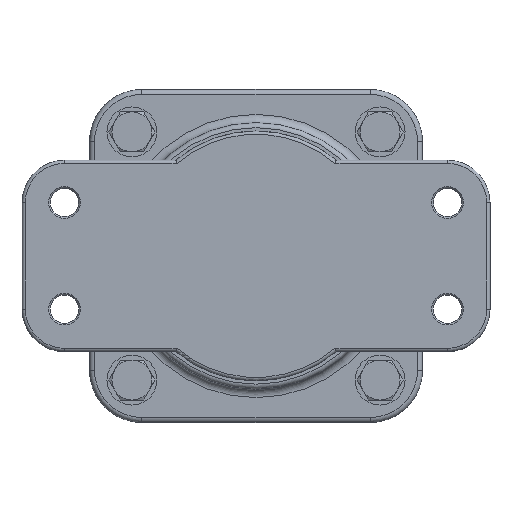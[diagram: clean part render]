
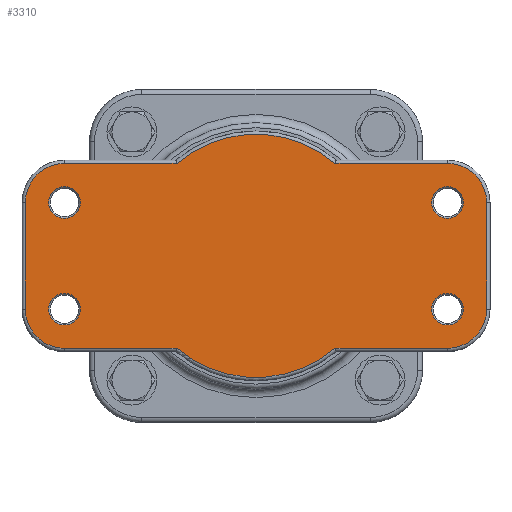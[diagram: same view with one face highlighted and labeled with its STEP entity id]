
A CAD part, top view. The second image highlights one B-rep face of the part: STEP entity #3310.
In plain terms, the highlighted planar face has unit normal (0, 0, 1).
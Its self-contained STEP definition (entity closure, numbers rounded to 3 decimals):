
#176=FACE_BOUND('',#658,.T.);
#177=FACE_BOUND('',#659,.T.);
#178=FACE_BOUND('',#660,.T.);
#179=FACE_BOUND('',#661,.T.);
#238=PLANE('',#3718);
#417=FACE_OUTER_BOUND('',#657,.T.);
#657=EDGE_LOOP('',(#2592,#2593,#2594,#2595,#2596,#2597,#2598,#2599,#2600,
#2601,#2602,#2603));
#658=EDGE_LOOP('',(#2604));
#659=EDGE_LOOP('',(#2605));
#660=EDGE_LOOP('',(#2606));
#661=EDGE_LOOP('',(#2607));
#831=LINE('',#5394,#1006);
#833=LINE('',#5421,#1008);
#835=LINE('',#5452,#1010);
#836=LINE('',#5474,#1011);
#837=LINE('',#5481,#1012);
#839=LINE('',#5501,#1014);
#1006=VECTOR('',#4379,10.);
#1008=VECTOR('',#4393,10.);
#1010=VECTOR('',#4413,10.);
#1011=VECTOR('',#4424,10.);
#1012=VECTOR('',#4435,10.);
#1014=VECTOR('',#4443,10.);
#1201=CIRCLE('',#3636,23.5);
#1205=CIRCLE('',#3642,23.5);
#1209=CIRCLE('',#3647,73.);
#1211=CIRCLE('',#3651,23.5);
#1214=CIRCLE('',#3656,23.5);
#1216=CIRCLE('',#3660,73.);
#1234=CIRCLE('',#3698,9.5);
#1238=CIRCLE('',#3705,9.5);
#1242=CIRCLE('',#3712,9.5);
#1246=CIRCLE('',#3719,9.5);
#1438=VERTEX_POINT('',#5392);
#1439=VERTEX_POINT('',#5393);
#1442=VERTEX_POINT('',#5414);
#1444=VERTEX_POINT('',#5420);
#1446=VERTEX_POINT('',#5426);
#1448=VERTEX_POINT('',#5433);
#1449=VERTEX_POINT('',#5450);
#1450=VERTEX_POINT('',#5451);
#1451=VERTEX_POINT('',#5469);
#1452=VERTEX_POINT('',#5473);
#1453=VERTEX_POINT('',#5477);
#1454=VERTEX_POINT('',#5483);
#1472=VERTEX_POINT('',#5625);
#1476=VERTEX_POINT('',#5639);
#1480=VERTEX_POINT('',#5653);
#1484=VERTEX_POINT('',#5667);
#1786=EDGE_CURVE('',#1438,#1439,#831,.T.);
#1790=EDGE_CURVE('',#1439,#1442,#1201,.T.);
#1793=EDGE_CURVE('',#1442,#1444,#833,.T.);
#1796=EDGE_CURVE('',#1444,#1446,#1205,.T.);
#1801=EDGE_CURVE('',#1448,#1438,#1209,.T.);
#1802=EDGE_CURVE('',#1449,#1450,#835,.T.);
#1805=EDGE_CURVE('',#1450,#1451,#1211,.T.);
#1807=EDGE_CURVE('',#1451,#1452,#836,.T.);
#1809=EDGE_CURVE('',#1452,#1453,#1214,.T.);
#1811=EDGE_CURVE('',#1453,#1448,#837,.T.);
#1812=EDGE_CURVE('',#1454,#1449,#1216,.T.);
#1815=EDGE_CURVE('',#1446,#1454,#839,.T.);
#1851=EDGE_CURVE('',#1472,#1472,#1234,.T.);
#1858=EDGE_CURVE('',#1476,#1476,#1238,.T.);
#1865=EDGE_CURVE('',#1480,#1480,#1242,.T.);
#1872=EDGE_CURVE('',#1484,#1484,#1246,.T.);
#2592=ORIENTED_EDGE('',*,*,#1811,.F.);
#2593=ORIENTED_EDGE('',*,*,#1809,.F.);
#2594=ORIENTED_EDGE('',*,*,#1807,.F.);
#2595=ORIENTED_EDGE('',*,*,#1805,.F.);
#2596=ORIENTED_EDGE('',*,*,#1802,.F.);
#2597=ORIENTED_EDGE('',*,*,#1812,.F.);
#2598=ORIENTED_EDGE('',*,*,#1815,.F.);
#2599=ORIENTED_EDGE('',*,*,#1796,.F.);
#2600=ORIENTED_EDGE('',*,*,#1793,.F.);
#2601=ORIENTED_EDGE('',*,*,#1790,.F.);
#2602=ORIENTED_EDGE('',*,*,#1786,.F.);
#2603=ORIENTED_EDGE('',*,*,#1801,.F.);
#2604=ORIENTED_EDGE('',*,*,#1865,.F.);
#2605=ORIENTED_EDGE('',*,*,#1851,.F.);
#2606=ORIENTED_EDGE('',*,*,#1858,.F.);
#2607=ORIENTED_EDGE('',*,*,#1872,.F.);
#3310=ADVANCED_FACE('',(#417,#176,#177,#178,#179),#238,.F.);
#3636=AXIS2_PLACEMENT_3D('',#5415,#4385,#4386);
#3642=AXIS2_PLACEMENT_3D('',#5427,#4399,#4400);
#3647=AXIS2_PLACEMENT_3D('',#5448,#4409,#4410);
#3651=AXIS2_PLACEMENT_3D('',#5470,#4418,#4419);
#3656=AXIS2_PLACEMENT_3D('',#5478,#4429,#4430);
#3660=AXIS2_PLACEMENT_3D('',#5484,#4438,#4439);
#3698=AXIS2_PLACEMENT_3D('',#5626,#4530,#4531);
#3705=AXIS2_PLACEMENT_3D('',#5640,#4547,#4548);
#3712=AXIS2_PLACEMENT_3D('',#5654,#4564,#4565);
#3718=AXIS2_PLACEMENT_3D('',#5666,#4579,#4580);
#3719=AXIS2_PLACEMENT_3D('',#5668,#4581,#4582);
#4379=DIRECTION('',(-1.,0.,0.));
#4385=DIRECTION('center_axis',(0.,0.,-1.));
#4386=DIRECTION('ref_axis',(-0.707,-0.707,0.));
#4393=DIRECTION('',(0.,1.,0.));
#4399=DIRECTION('center_axis',(0.,0.,-1.));
#4400=DIRECTION('ref_axis',(-0.707,0.707,0.));
#4409=DIRECTION('center_axis',(0.,0.,-1.));
#4410=DIRECTION('ref_axis',(0.,-1.,0.));
#4413=DIRECTION('',(1.,0.,0.));
#4418=DIRECTION('center_axis',(0.,0.,-1.));
#4419=DIRECTION('ref_axis',(0.707,0.707,0.));
#4424=DIRECTION('',(0.,-1.,0.));
#4429=DIRECTION('center_axis',(0.,0.,-1.));
#4430=DIRECTION('ref_axis',(0.707,-0.707,0.));
#4435=DIRECTION('',(-1.,0.,0.));
#4438=DIRECTION('center_axis',(0.,0.,-1.));
#4439=DIRECTION('ref_axis',(0.,1.,0.));
#4443=DIRECTION('',(1.,0.,0.));
#4530=DIRECTION('center_axis',(0.,0.,1.));
#4531=DIRECTION('ref_axis',(-1.,0.,0.));
#4547=DIRECTION('center_axis',(0.,0.,1.));
#4548=DIRECTION('ref_axis',(-1.,0.,0.));
#4564=DIRECTION('center_axis',(0.,0.,1.));
#4565=DIRECTION('ref_axis',(-1.,0.,0.));
#4579=DIRECTION('center_axis',(0.,0.,-1.));
#4580=DIRECTION('ref_axis',(-1.,0.,0.));
#4581=DIRECTION('center_axis',(0.,0.,1.));
#4582=DIRECTION('ref_axis',(-1.,0.,0.));
#5392=CARTESIAN_POINT('',(-47.421,-55.5,53.));
#5393=CARTESIAN_POINT('',(-115.,-55.5,53.));
#5394=CARTESIAN_POINT('',(-57.5,-55.5,53.));
#5414=CARTESIAN_POINT('',(-138.5,-32.,53.));
#5415=CARTESIAN_POINT('Origin',(-115.,-32.,53.));
#5420=CARTESIAN_POINT('',(-138.5,32.,53.));
#5421=CARTESIAN_POINT('',(-138.5,16.,53.));
#5426=CARTESIAN_POINT('',(-115.,55.5,53.));
#5427=CARTESIAN_POINT('Origin',(-115.,32.,53.));
#5433=CARTESIAN_POINT('',(47.421,-55.5,53.));
#5448=CARTESIAN_POINT('Origin',(0.,0.,53.));
#5450=CARTESIAN_POINT('',(47.421,55.5,53.));
#5451=CARTESIAN_POINT('',(115.,55.5,53.));
#5452=CARTESIAN_POINT('',(57.5,55.5,53.));
#5469=CARTESIAN_POINT('',(138.5,32.,53.));
#5470=CARTESIAN_POINT('Origin',(115.,32.,53.));
#5473=CARTESIAN_POINT('',(138.5,-32.,53.));
#5474=CARTESIAN_POINT('',(138.5,0.,53.));
#5477=CARTESIAN_POINT('',(115.,-55.5,53.));
#5478=CARTESIAN_POINT('Origin',(115.,-32.,53.));
#5481=CARTESIAN_POINT('',(24.077,-55.5,53.));
#5483=CARTESIAN_POINT('',(-47.421,55.5,53.));
#5484=CARTESIAN_POINT('Origin',(0.,0.,53.));
#5501=CARTESIAN_POINT('',(-24.077,55.5,53.));
#5625=CARTESIAN_POINT('',(124.5,-32.,53.));
#5626=CARTESIAN_POINT('Origin',(115.,-32.,53.));
#5639=CARTESIAN_POINT('',(124.5,32.,53.));
#5640=CARTESIAN_POINT('Origin',(115.,32.,53.));
#5653=CARTESIAN_POINT('',(-105.5,-32.,53.));
#5654=CARTESIAN_POINT('Origin',(-115.,-32.,53.));
#5666=CARTESIAN_POINT('Origin',(0.,0.,
53.));
#5667=CARTESIAN_POINT('',(-105.5,32.,53.));
#5668=CARTESIAN_POINT('Origin',(-115.,32.,53.));
